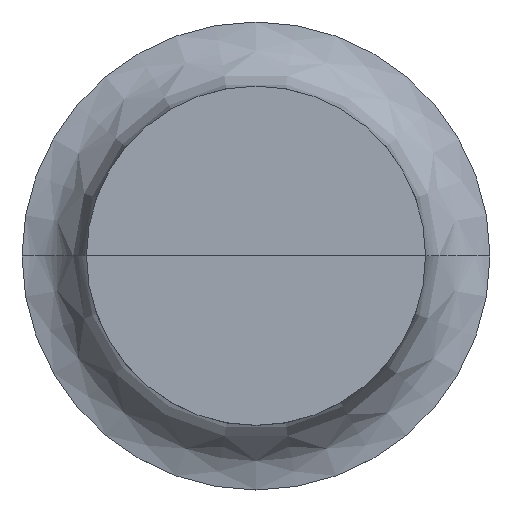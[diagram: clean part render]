
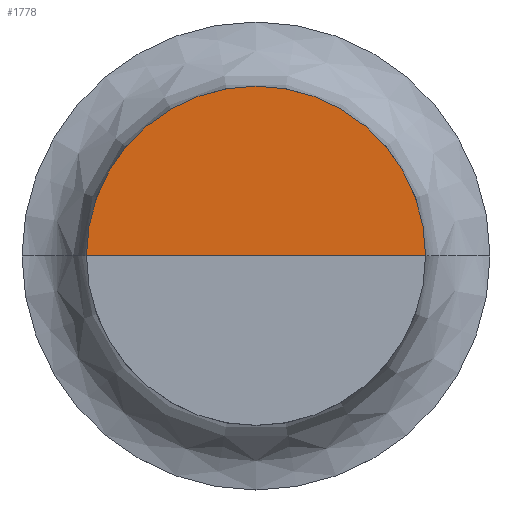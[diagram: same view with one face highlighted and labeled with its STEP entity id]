
A CAD part, top view. The second image highlights one B-rep face of the part: STEP entity #1778.
In plain terms, the highlighted planar face has unit normal (0, 0, 1).
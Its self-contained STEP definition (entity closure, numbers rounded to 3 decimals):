
#1181 = VERTEX_POINT('',#1182);
#1182 = CARTESIAN_POINT('',(8.282,0.,
    15.324));
#1322 = VERTEX_POINT('',#1323);
#1323 = CARTESIAN_POINT('',(-8.282,0.,
    15.324));
#1615 = EDGE_CURVE('',#1322,#1181,#1616,.T.);
#1616 = CIRCLE('',#1617,8.282);
#1617 = AXIS2_PLACEMENT_3D('',#1618,#1619,#1620);
#1618 = CARTESIAN_POINT('',(0.,0.,
    15.324));
#1619 = DIRECTION('',(0.,0.,-1.));
#1620 = DIRECTION('',(-1.,0.,0.));
#1768 = EDGE_CURVE('',#1181,#1322,#1769,.T.);
#1769 = LINE('',#1770,#1771);
#1770 = CARTESIAN_POINT('',(8.282,0.,
    15.324));
#1771 = VECTOR('',#1772,1.);
#1772 = DIRECTION('',(-1.,0.,0.));
#1778 = ADVANCED_FACE('',(#1779),#1783,.T.);
#1779 = FACE_BOUND('',#1780,.F.);
#1780 = EDGE_LOOP('',(#1781,#1782));
#1781 = ORIENTED_EDGE('',*,*,#1615,.T.);
#1782 = ORIENTED_EDGE('',*,*,#1768,.T.);
#1783 = PLANE('',#1784);
#1784 = AXIS2_PLACEMENT_3D('',#1785,#1786,#1787);
#1785 = CARTESIAN_POINT('',(0.,0.,
    15.324));
#1786 = DIRECTION('',(0.,0.,1.));
#1787 = DIRECTION('',(1.,0.,-0.));
